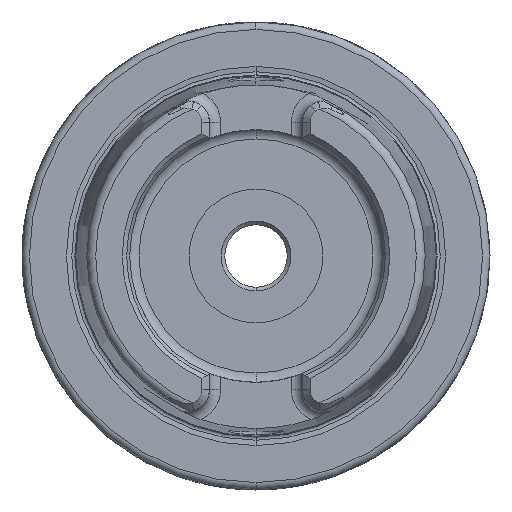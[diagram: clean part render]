
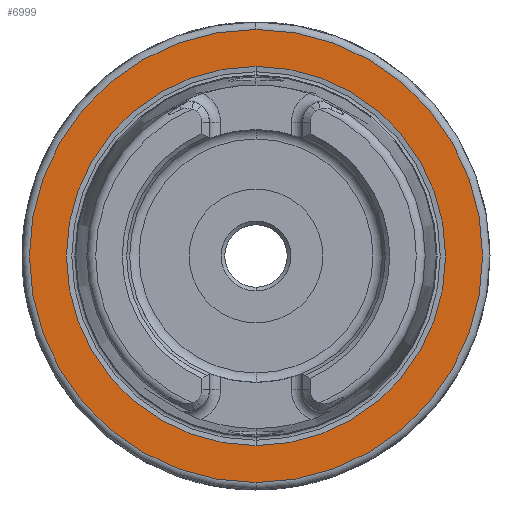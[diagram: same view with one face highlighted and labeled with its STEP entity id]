
A CAD part, left-side view. The second image highlights one B-rep face of the part: STEP entity #6999.
In plain terms, the highlighted planar face has unit normal (-1, 0, 0).
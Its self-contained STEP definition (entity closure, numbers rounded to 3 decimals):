
#234 = VERTEX_POINT ( 'NONE', #5067 ) ;
#1091 = ORIENTED_EDGE ( 'NONE', *, *, #6641, .T. ) ;
#1184 = CARTESIAN_POINT ( 'NONE',  ( -49., 0., -25.521 ) ) ;
#1217 = ORIENTED_EDGE ( 'NONE', *, *, #2588, .T. ) ;
#1317 = ORIENTED_EDGE ( 'NONE', *, *, #4949, .T. ) ;
#1358 = ORIENTED_EDGE ( 'NONE', *, *, #6657, .T. ) ;
#1626 = DIRECTION ( 'NONE',  ( 0., 0., -1. ) ) ;
#1643 = DIRECTION ( 'NONE',  ( -1., 0., 0. ) ) ;
#1657 = CARTESIAN_POINT ( 'NONE',  ( -49., 0., 0. ) ) ;
#1742 = DIRECTION ( 'NONE',  ( 1., 0., 0. ) ) ;
#1752 = FACE_BOUND ( 'NONE', #5427, .T. ) ;
#1768 = FACE_OUTER_BOUND ( 'NONE', #7830, .T. ) ;
#1871 = DIRECTION ( 'NONE',  ( 1., 0., 0. ) ) ;
#1901 = CARTESIAN_POINT ( 'NONE',  ( -49., 0., 30.5 ) ) ;
#1912 = CIRCLE ( 'NONE', #4061, 25.521 ) ;
#1934 = CIRCLE ( 'NONE', #4532, 30.5 ) ;
#2036 = CARTESIAN_POINT ( 'NONE',  ( -49., 0., 0. ) ) ;
#2067 = DIRECTION ( 'NONE',  ( 0., 0., -1. ) ) ;
#2588 = EDGE_CURVE ( 'NONE', #7025, #234, #5297, .T. ) ;
#2695 = CARTESIAN_POINT ( 'NONE',  ( -49., 0., 25.521 ) ) ;
#3135 = CIRCLE ( 'NONE', #8141, 25.521 ) ;
#3240 = AXIS2_PLACEMENT_3D ( 'NONE', #7724, #1871, #7061 ) ;
#4061 = AXIS2_PLACEMENT_3D ( 'NONE', #6218, #6083, #6009 ) ;
#4532 = AXIS2_PLACEMENT_3D ( 'NONE', #8255, #8222, #8118 ) ;
#4949 = EDGE_CURVE ( 'NONE', #6045, #7047, #3135, .T. ) ;
#5067 = CARTESIAN_POINT ( 'NONE',  ( -49., 0., -30.5 ) ) ;
#5297 = CIRCLE ( 'NONE', #7449, 30.5 ) ;
#5427 = EDGE_LOOP ( 'NONE', ( #1317, #1358 ) ) ;
#5558 = PLANE ( 'NONE',  #3240 ) ;
#6009 = DIRECTION ( 'NONE',  ( 0., 0., -1. ) ) ;
#6045 = VERTEX_POINT ( 'NONE', #2695 ) ;
#6083 = DIRECTION ( 'NONE',  ( 1., 0., 0. ) ) ;
#6218 = CARTESIAN_POINT ( 'NONE',  ( -49., 0., 0. ) ) ;
#6641 = EDGE_CURVE ( 'NONE', #234, #7025, #1934, .T. ) ;
#6657 = EDGE_CURVE ( 'NONE', #7047, #6045, #1912, .T. ) ;
#6999 = ADVANCED_FACE ( 'NONE', ( #1768, #1752 ), #5558, .F. ) ;
#7025 = VERTEX_POINT ( 'NONE', #1901 ) ;
#7047 = VERTEX_POINT ( 'NONE', #1184 ) ;
#7061 = DIRECTION ( 'NONE',  ( 0., 0., -1. ) ) ;
#7449 = AXIS2_PLACEMENT_3D ( 'NONE', #1657, #1643, #1626 ) ;
#7724 = CARTESIAN_POINT ( 'NONE',  ( -49., 31.5, 0. ) ) ;
#7830 = EDGE_LOOP ( 'NONE', ( #1091, #1217 ) ) ;
#8118 = DIRECTION ( 'NONE',  ( 0., 0., -1. ) ) ;
#8141 = AXIS2_PLACEMENT_3D ( 'NONE', #2036, #1742, #2067 ) ;
#8222 = DIRECTION ( 'NONE',  ( -1., 0., 0. ) ) ;
#8255 = CARTESIAN_POINT ( 'NONE',  ( -49., 0., 0. ) ) ;
